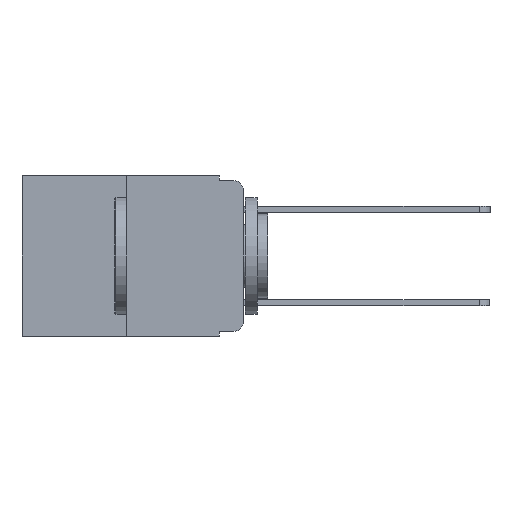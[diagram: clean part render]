
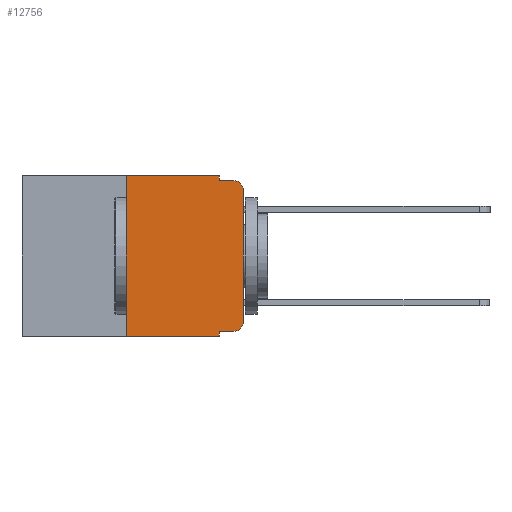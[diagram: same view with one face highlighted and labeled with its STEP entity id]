
A CAD part, left-side view. The second image highlights one B-rep face of the part: STEP entity #12756.
In plain terms, the highlighted planar face has unit normal (-1, 0, 0).
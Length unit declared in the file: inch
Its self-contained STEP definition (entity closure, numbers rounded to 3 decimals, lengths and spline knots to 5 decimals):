
#133 = ORIENTED_EDGE ( 'NONE', *, *, #13391, .T. ) ;
#436 = EDGE_CURVE ( 'NONE', #18807, #19642, #14458, .T. ) ;
#727 = LINE ( 'NONE', #13253, #21888 ) ;
#792 = ORIENTED_EDGE ( 'NONE', *, *, #8328, .T. ) ;
#1392 = CARTESIAN_POINT ( 'NONE',  ( 0., 0.02, -0.01 ) ) ;
#1394 = LINE ( 'NONE', #20554, #6949 ) ;
#1641 = VERTEX_POINT ( 'NONE', #14090 ) ;
#1765 = CARTESIAN_POINT ( 'NONE',  ( 0., 0., 0. ) ) ;
#1816 = ORIENTED_EDGE ( 'NONE', *, *, #22407, .F. ) ;
#3229 = VERTEX_POINT ( 'NONE', #22602 ) ;
#3406 = CIRCLE ( 'NONE', #7228, 0.02 ) ;
#3457 = CARTESIAN_POINT ( 'NONE',  ( 0., 0.02, -0.03 ) ) ;
#5517 = DIRECTION ( 'NONE',  ( 0., 0., -1. ) ) ;
#5896 = VECTOR ( 'NONE', #22624, 39.37008 ) ;
#6064 = ORIENTED_EDGE ( 'NONE', *, *, #23769, .F. ) ;
#6166 = EDGE_CURVE ( 'NONE', #14471, #21556, #16076, .T. ) ;
#6248 = LINE ( 'NONE', #9734, #15802 ) ;
#6367 = VECTOR ( 'NONE', #10785, 39.37008 ) ;
#6949 = VECTOR ( 'NONE', #14369, 39.37008 ) ;
#7228 = AXIS2_PLACEMENT_3D ( 'NONE', #3457, #17692, #5517 ) ;
#7298 = EDGE_LOOP ( 'NONE', ( #792, #7670, #6064, #1816, #15317, #21961, #8324, #11466, #19495, #133 ) ) ;
#7670 = ORIENTED_EDGE ( 'NONE', *, *, #26425, .T. ) ;
#7860 = CIRCLE ( 'NONE', #24984, 0.02 ) ;
#8324 = ORIENTED_EDGE ( 'NONE', *, *, #22149, .T. ) ;
#8328 = EDGE_CURVE ( 'NONE', #3229, #1641, #25931, .T. ) ;
#8447 = CARTESIAN_POINT ( 'NONE',  ( 0., 0.473, 0. ) ) ;
#8633 = CARTESIAN_POINT ( 'NONE',  ( 0., 0.02, -0.333 ) ) ;
#8772 = LINE ( 'NONE', #21955, #24911 ) ;
#8924 = CARTESIAN_POINT ( 'NONE',  ( 0., 0.051, -0.01 ) ) ;
#9734 = CARTESIAN_POINT ( 'NONE',  ( 0., 0.473, -0.343 ) ) ;
#9797 = DIRECTION ( 'NONE',  ( 0., 0., 1. ) ) ;
#9902 = FACE_OUTER_BOUND ( 'NONE', #7298, .T. ) ;
#10183 = EDGE_CURVE ( 'NONE', #12551, #14471, #8772, .T. ) ;
#10785 = DIRECTION ( 'NONE',  ( 0., 0., -1. ) ) ;
#11466 = ORIENTED_EDGE ( 'NONE', *, *, #436, .F. ) ;
#11588 = DIRECTION ( 'NONE',  ( -1., 0., 0. ) ) ;
#11618 = CARTESIAN_POINT ( 'NONE',  ( 0., 0.473, 0. ) ) ;
#12551 = VERTEX_POINT ( 'NONE', #17108 ) ;
#12756 = ADVANCED_FACE ( 'NONE', ( #9902 ), #25730, .F. ) ;
#12770 = VERTEX_POINT ( 'NONE', #1392 ) ;
#13253 = CARTESIAN_POINT ( 'NONE',  ( 0., 0.051, -0.333 ) ) ;
#13391 = EDGE_CURVE ( 'NONE', #18004, #3229, #7860, .T. ) ;
#13670 = DIRECTION ( 'NONE',  ( 0., 0., -1. ) ) ;
#14021 = DIRECTION ( 'NONE',  ( 0., 0., 1. ) ) ;
#14090 = CARTESIAN_POINT ( 'NONE',  ( 0., 0., -0.03 ) ) ;
#14369 = DIRECTION ( 'NONE',  ( 0., -1., 0. ) ) ;
#14458 = LINE ( 'NONE', #26268, #16393 ) ;
#14471 = VERTEX_POINT ( 'NONE', #15106 ) ;
#15106 = CARTESIAN_POINT ( 'NONE',  ( 0., 0.25, 0. ) ) ;
#15199 = VECTOR ( 'NONE', #14021, 39.37008 ) ;
#15317 = ORIENTED_EDGE ( 'NONE', *, *, #6166, .F. ) ;
#15802 = VECTOR ( 'NONE', #23895, 39.37008 ) ;
#16076 = LINE ( 'NONE', #8447, #5896 ) ;
#16393 = VECTOR ( 'NONE', #26095, 39.37008 ) ;
#17108 = CARTESIAN_POINT ( 'NONE',  ( 0., 0.25, -0.343 ) ) ;
#17527 = EDGE_CURVE ( 'NONE', #18807, #18004, #727, .T. ) ;
#17692 = DIRECTION ( 'NONE',  ( -1., 0., 0. ) ) ;
#18004 = VERTEX_POINT ( 'NONE', #8633 ) ;
#18024 = CARTESIAN_POINT ( 'NONE',  ( 0., 0.051, 0. ) ) ;
#18807 = VERTEX_POINT ( 'NONE', #24942 ) ;
#19428 = VERTEX_POINT ( 'NONE', #8924 ) ;
#19495 = ORIENTED_EDGE ( 'NONE', *, *, #17527, .T. ) ;
#19642 = VERTEX_POINT ( 'NONE', #20878 ) ;
#20554 = CARTESIAN_POINT ( 'NONE',  ( 0., 0.051, -0.01 ) ) ;
#20878 = CARTESIAN_POINT ( 'NONE',  ( 0., 0.051, -0.343 ) ) ;
#21556 = VERTEX_POINT ( 'NONE', #18024 ) ;
#21888 = VECTOR ( 'NONE', #25393, 39.37008 ) ;
#21938 = LINE ( 'NONE', #22925, #6367 ) ;
#21955 = CARTESIAN_POINT ( 'NONE',  ( 0., 0.25, 0. ) ) ;
#21961 = ORIENTED_EDGE ( 'NONE', *, *, #10183, .F. ) ;
#22149 = EDGE_CURVE ( 'NONE', #12551, #19642, #6248, .T. ) ;
#22407 = EDGE_CURVE ( 'NONE', #21556, #19428, #21938, .T. ) ;
#22602 = CARTESIAN_POINT ( 'NONE',  ( 0., 0., -0.313 ) ) ;
#22624 = DIRECTION ( 'NONE',  ( 0., -1., 0. ) ) ;
#22925 = CARTESIAN_POINT ( 'NONE',  ( 0., 0.051, 0. ) ) ;
#23315 = AXIS2_PLACEMENT_3D ( 'NONE', #11618, #25802, #13670 ) ;
#23762 = CARTESIAN_POINT ( 'NONE',  ( 0., 0.02, -0.313 ) ) ;
#23769 = EDGE_CURVE ( 'NONE', #19428, #12770, #1394, .T. ) ;
#23895 = DIRECTION ( 'NONE',  ( 0., -1., 0. ) ) ;
#24911 = VECTOR ( 'NONE', #9797, 39.37008 ) ;
#24942 = CARTESIAN_POINT ( 'NONE',  ( 0., 0.051, -0.333 ) ) ;
#24984 = AXIS2_PLACEMENT_3D ( 'NONE', #23762, #11588, #25777 ) ;
#25393 = DIRECTION ( 'NONE',  ( 0., -1., 0. ) ) ;
#25730 = PLANE ( 'NONE',  #23315 ) ;
#25777 = DIRECTION ( 'NONE',  ( 0., 0., -1. ) ) ;
#25802 = DIRECTION ( 'NONE',  ( 1., 0., 0. ) ) ;
#25931 = LINE ( 'NONE', #1765, #15199 ) ;
#26095 = DIRECTION ( 'NONE',  ( 0., 0., -1. ) ) ;
#26268 = CARTESIAN_POINT ( 'NONE',  ( 0., 0.051, 0. ) ) ;
#26425 = EDGE_CURVE ( 'NONE', #1641, #12770, #3406, .T. ) ;
